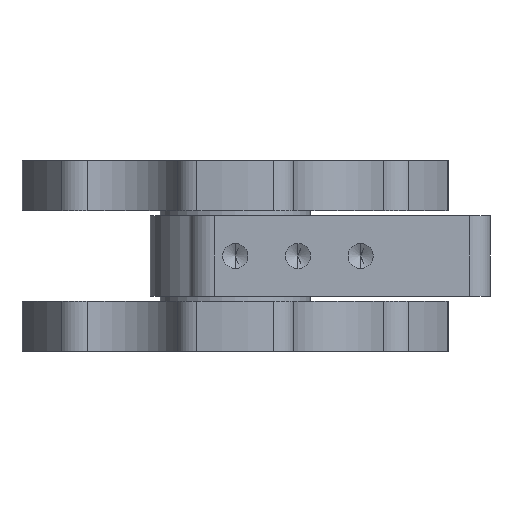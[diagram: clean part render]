
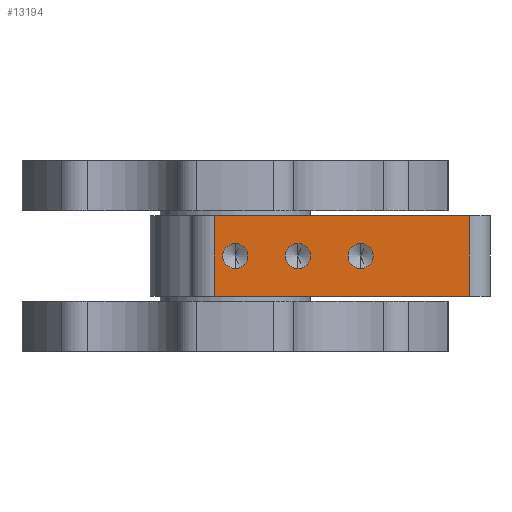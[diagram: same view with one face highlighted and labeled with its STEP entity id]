
A CAD part, left-side view. The second image highlights one B-rep face of the part: STEP entity #13194.
In plain terms, the highlighted planar face has unit normal (-1, 0, 0).
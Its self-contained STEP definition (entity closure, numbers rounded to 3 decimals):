
#40 = DIRECTION ( 'NONE',  ( 0., -1., 0. ) ) ;
#690 = LINE ( 'NONE', #4493, #9347 ) ;
#1439 = DIRECTION ( 'NONE',  ( 0., 0., 1. ) ) ;
#1508 = VERTEX_POINT ( 'NONE', #16972 ) ;
#1687 = CARTESIAN_POINT ( 'NONE',  ( -50.8, -91.61, -16. ) ) ;
#1958 = PLANE ( 'NONE',  #5608 ) ;
#2028 = CARTESIAN_POINT ( 'NONE',  ( -50.8, 0., -5.5 ) ) ;
#2062 = CIRCLE ( 'NONE', #8441, 2.5 ) ;
#3128 = AXIS2_PLACEMENT_3D ( 'NONE', #24325, #3852, #16120 ) ;
#3203 = AXIS2_PLACEMENT_3D ( 'NONE', #23680, #3366, #5074 ) ;
#3332 = CARTESIAN_POINT ( 'NONE',  ( -50.8, -91.61, 0. ) ) ;
#3366 = DIRECTION ( 'NONE',  ( -1., 0., 0. ) ) ;
#3852 = DIRECTION ( 'NONE',  ( -1., 0., 0. ) ) ;
#3907 = ORIENTED_EDGE ( 'NONE', *, *, #26107, .F. ) ;
#4493 = CARTESIAN_POINT ( 'NONE',  ( -50.8, -91.61, -16. ) ) ;
#4858 = ORIENTED_EDGE ( 'NONE', *, *, #11400, .T. ) ;
#5074 = DIRECTION ( 'NONE',  ( 0., 0., 1. ) ) ;
#5382 = ORIENTED_EDGE ( 'NONE', *, *, #15844, .F. ) ;
#5461 = DIRECTION ( 'NONE',  ( -1., 0., 0. ) ) ;
#5569 = ORIENTED_EDGE ( 'NONE', *, *, #14769, .F. ) ;
#5602 = AXIS2_PLACEMENT_3D ( 'NONE', #11862, #5461, #9650 ) ;
#5608 = AXIS2_PLACEMENT_3D ( 'NONE', #1687, #17927, #12046 ) ;
#6085 = LINE ( 'NONE', #3332, #10865 ) ;
#6325 = CIRCLE ( 'NONE', #3203, 2.5 ) ;
#6434 = CARTESIAN_POINT ( 'NONE',  ( -50.8, 0., -8. ) ) ;
#6857 = CARTESIAN_POINT ( 'NONE',  ( -50.8, -46.8, -16. ) ) ;
#7290 = CARTESIAN_POINT ( 'NONE',  ( -50.8, -12.5, -8. ) ) ;
#7316 = DIRECTION ( 'NONE',  ( 0., 0., 1. ) ) ;
#8055 = EDGE_CURVE ( 'NONE', #20139, #15617, #26353, .T. ) ;
#8441 = AXIS2_PLACEMENT_3D ( 'NONE', #9936, #20356, #24178 ) ;
#8468 = DIRECTION ( 'NONE',  ( 0., 0., 1. ) ) ;
#8649 = VERTEX_POINT ( 'NONE', #23596 ) ;
#8828 = CARTESIAN_POINT ( 'NONE',  ( -50.8, -46.8, -16. ) ) ;
#9139 = ORIENTED_EDGE ( 'NONE', *, *, #9532, .F. ) ;
#9347 = VECTOR ( 'NONE', #40, 1000. ) ;
#9532 = EDGE_CURVE ( 'NONE', #18834, #8649, #2062, .T. ) ;
#9650 = DIRECTION ( 'NONE',  ( 0., 0., 1. ) ) ;
#9936 = CARTESIAN_POINT ( 'NONE',  ( -50.8, -12.5, -8. ) ) ;
#10006 = AXIS2_PLACEMENT_3D ( 'NONE', #7290, #25980, #1439 ) ;
#10024 = EDGE_LOOP ( 'NONE', ( #16703, #5382 ) ) ;
#10028 = VECTOR ( 'NONE', #16817, 1000. ) ;
#10570 = CARTESIAN_POINT ( 'NONE',  ( -50.8, -12.5, -10.5 ) ) ;
#10832 = CIRCLE ( 'NONE', #12682, 2.5 ) ;
#10865 = VECTOR ( 'NONE', #25698, 1000. ) ;
#11132 = EDGE_CURVE ( 'NONE', #8649, #18834, #24952, .T. ) ;
#11250 = VECTOR ( 'NONE', #7316, 1000. ) ;
#11400 = EDGE_CURVE ( 'NONE', #25021, #12558, #690, .T. ) ;
#11556 = FACE_BOUND ( 'NONE', #15083, .T. ) ;
#11862 = CARTESIAN_POINT ( 'NONE',  ( -50.8, -25., -8. ) ) ;
#12046 = DIRECTION ( 'NONE',  ( 0., -1., 0. ) ) ;
#12558 = VERTEX_POINT ( 'NONE', #6857 ) ;
#12612 = VERTEX_POINT ( 'NONE', #25546 ) ;
#12682 = AXIS2_PLACEMENT_3D ( 'NONE', #6434, #20676, #8468 ) ;
#13194 = ADVANCED_FACE ( 'NONE', ( #17594, #11556, #25896, #21752 ), #1958, .T. ) ;
#14575 = CARTESIAN_POINT ( 'NONE',  ( -50.8, 4.2, -16. ) ) ;
#14769 = EDGE_CURVE ( 'NONE', #1508, #22896, #6085, .T. ) ;
#15083 = EDGE_LOOP ( 'NONE', ( #16779, #9139 ) ) ;
#15433 = CARTESIAN_POINT ( 'NONE',  ( -50.8, 0., -10.5 ) ) ;
#15559 = VERTEX_POINT ( 'NONE', #21320 ) ;
#15617 = VERTEX_POINT ( 'NONE', #15433 ) ;
#15844 = EDGE_CURVE ( 'NONE', #15617, #20139, #10832, .T. ) ;
#16120 = DIRECTION ( 'NONE',  ( 0., 0., 1. ) ) ;
#16464 = ORIENTED_EDGE ( 'NONE', *, *, #23172, .T. ) ;
#16635 = LINE ( 'NONE', #21558, #11250 ) ;
#16703 = ORIENTED_EDGE ( 'NONE', *, *, #8055, .F. ) ;
#16779 = ORIENTED_EDGE ( 'NONE', *, *, #11132, .F. ) ;
#16817 = DIRECTION ( 'NONE',  ( 0., 0., 1. ) ) ;
#16972 = CARTESIAN_POINT ( 'NONE',  ( -50.8, 4.2, 0. ) ) ;
#17594 = FACE_BOUND ( 'NONE', #26140, .T. ) ;
#17927 = DIRECTION ( 'NONE',  ( -1., 0., 0. ) ) ;
#18834 = VERTEX_POINT ( 'NONE', #10570 ) ;
#19780 = ORIENTED_EDGE ( 'NONE', *, *, #19995, .F. ) ;
#19900 = CARTESIAN_POINT ( 'NONE',  ( -50.8, -46.8, 0. ) ) ;
#19995 = EDGE_CURVE ( 'NONE', #12612, #15559, #21321, .T. ) ;
#20139 = VERTEX_POINT ( 'NONE', #2028 ) ;
#20343 = EDGE_CURVE ( 'NONE', #15559, #12612, #6325, .T. ) ;
#20356 = DIRECTION ( 'NONE',  ( -1., 0., 0. ) ) ;
#20676 = DIRECTION ( 'NONE',  ( -1., 0., 0. ) ) ;
#21320 = CARTESIAN_POINT ( 'NONE',  ( -50.8, -25., -5.5 ) ) ;
#21321 = CIRCLE ( 'NONE', #5602, 2.5 ) ;
#21558 = CARTESIAN_POINT ( 'NONE',  ( -50.8, 4.2, -16. ) ) ;
#21752 = FACE_OUTER_BOUND ( 'NONE', #22175, .T. ) ;
#22175 = EDGE_LOOP ( 'NONE', ( #5569, #3907, #4858, #16464 ) ) ;
#22896 = VERTEX_POINT ( 'NONE', #19900 ) ;
#23172 = EDGE_CURVE ( 'NONE', #12558, #22896, #25329, .T. ) ;
#23596 = CARTESIAN_POINT ( 'NONE',  ( -50.8, -12.5, -5.5 ) ) ;
#23680 = CARTESIAN_POINT ( 'NONE',  ( -50.8, -25., -8. ) ) ;
#24178 = DIRECTION ( 'NONE',  ( 0., 0., 1. ) ) ;
#24325 = CARTESIAN_POINT ( 'NONE',  ( -50.8, 0., -8. ) ) ;
#24952 = CIRCLE ( 'NONE', #10006, 2.5 ) ;
#25021 = VERTEX_POINT ( 'NONE', #14575 ) ;
#25329 = LINE ( 'NONE', #8828, #10028 ) ;
#25546 = CARTESIAN_POINT ( 'NONE',  ( -50.8, -25., -10.5 ) ) ;
#25698 = DIRECTION ( 'NONE',  ( 0., -1., 0. ) ) ;
#25708 = ORIENTED_EDGE ( 'NONE', *, *, #20343, .F. ) ;
#25896 = FACE_BOUND ( 'NONE', #10024, .T. ) ;
#25980 = DIRECTION ( 'NONE',  ( -1., 0., 0. ) ) ;
#26107 = EDGE_CURVE ( 'NONE', #25021, #1508, #16635, .T. ) ;
#26140 = EDGE_LOOP ( 'NONE', ( #25708, #19780 ) ) ;
#26353 = CIRCLE ( 'NONE', #3128, 2.5 ) ;
